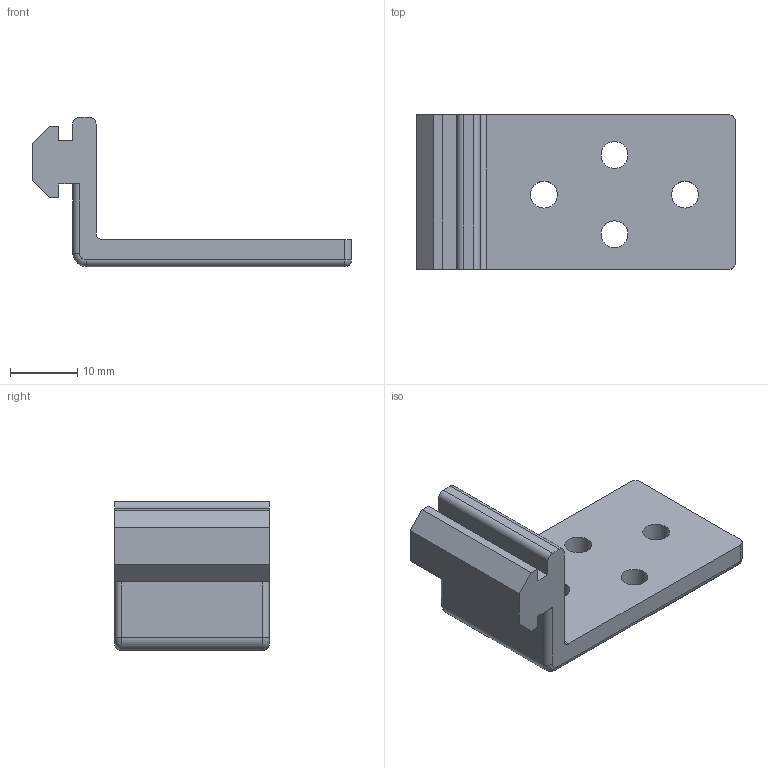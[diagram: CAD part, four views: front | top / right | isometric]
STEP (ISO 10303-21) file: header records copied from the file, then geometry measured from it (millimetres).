
FILE_DESCRIPTION(/* description */ ('','CAx-IF Rec.Pracs.---Representation and Presentation of Product Manufacturing Information (PMI)---4.0---2014-10-13'),/* implementation_level */ '2;1');
FILE_NAME(/* name */ 'CableTrack v23.step',/* time_stamp */ '2025-05-05T16:03:38-06:00',/* author */ (''),/* organization */ (''),/* preprocessor_version */ 'ST-DEVELOPER v20',/* originating_system */ 'Autodesk Translation Framework v13.20.0.188',/* authorisation */ '');
FILE_SCHEMA (('AP242_MANAGED_MODEL_BASED_3D_ENGINEERING_MIM_LF { 1 0 10303 442 1 1 4 }'));
Length unit declared in the file: millimetre
Products named in the file (2): CableTrack; Component4
Assembly tree (1 placements, depth 2):
  CableTrack
    Component4
Bounding box: 47.45 x 23 x 22.2 mm (x, y, z)
Volume: 6119.6 mm3; surface area: 3871.4 mm2
Topology: 1 solids, 1 shells, 37 faces, 95 edges, 60 vertices
Faces by surface type: plane 18, cylinder 15, bspline 2, sphere 2
Full cylindrical faces by diameter (mm): 4 x4
Entity records: 1198 total; most frequent: CARTESIAN_POINT 211, DIRECTION 203, ORIENTED_EDGE 190, EDGE_CURVE 95, AXIS2_PLACEMENT_3D 70, LINE 63, VECTOR 63, VERTEX_POINT 60
